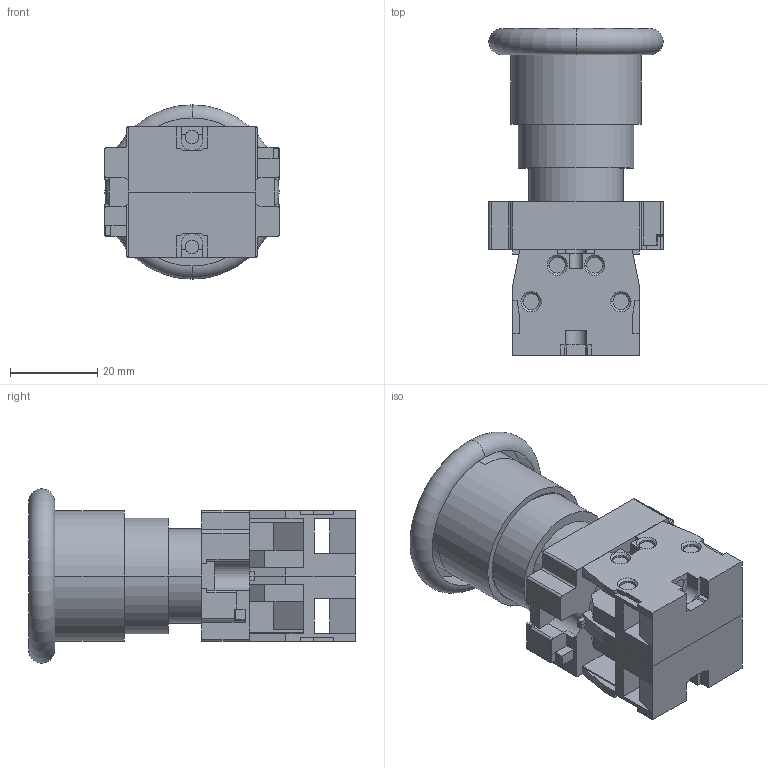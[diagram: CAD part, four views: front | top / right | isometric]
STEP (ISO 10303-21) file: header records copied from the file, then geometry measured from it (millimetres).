
FILE_DESCRIPTION((''),'2;1');
FILE_NAME('CDLA6H-BS40_ASM','2022-10-27T',('xiaokai.shi'),(''),'PRO/ENGINEER BY PARAMETRIC TECHNOLOGY CORPORATION, 2015440','PRO/ENGINEER BY PARAMETRIC TECHNOLOGY CORPORATION, 2015440','');
FILE_SCHEMA(('CONFIG_CONTROL_DESIGN'));
Length unit declared in the file: millimetre
Products named in the file (4): DIZUO; JIZUO; ANNIU; CDLA6H-BS40_ASM
Assembly tree (4 placements, depth 2):
  CDLA6H-BS40_ASM
    DIZUO  x2
    JIZUO
    ANNIU
Bounding box: 40 x 75 x 40 mm (x, y, z)
Volume: 48592.5 mm3; surface area: 20483.4 mm2
Topology: 4 solids, 4 shells, 300 faces, 824 edges, 536 vertices
Faces by surface type: plane 216, cylinder 64, cone 16, torus 4
Entity records: 6315 total; most frequent: CARTESIAN_POINT 1114, ORIENTED_EDGE 1072, DIRECTION 1061, EDGE_CURVE 536, VECTOR 415, LINE 415, VERTEX_POINT 350, AXIS2_PLACEMENT_3D 323
